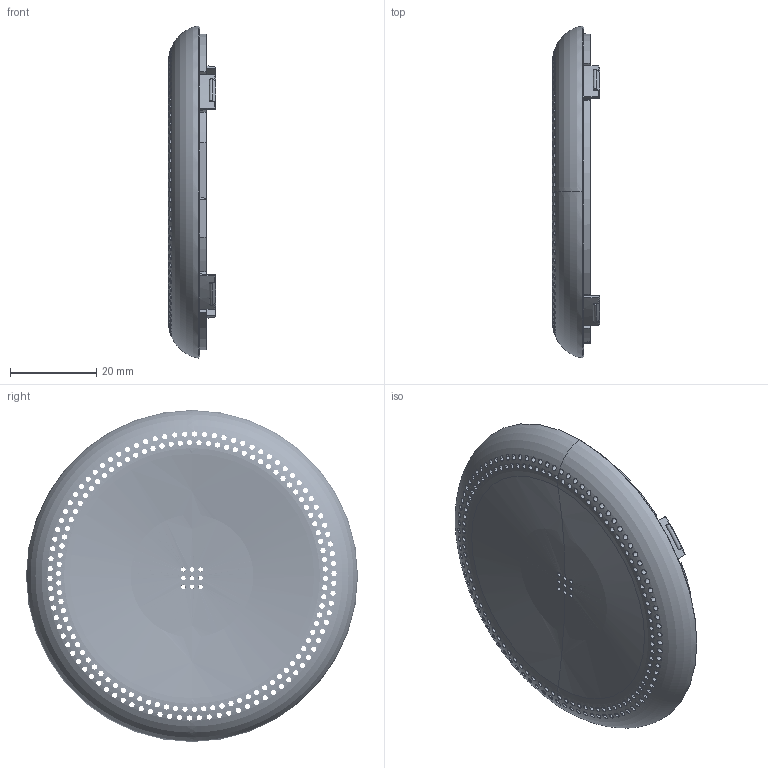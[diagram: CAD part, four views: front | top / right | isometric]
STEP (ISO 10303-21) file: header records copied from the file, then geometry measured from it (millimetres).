
FILE_DESCRIPTION((''),'2;1');
FILE_NAME('RESPEADER_CAP-1','2016-11-24T',('yangxijun'),(''),'PRO/ENGINEER BY PARAMETRIC TECHNOLOGY CORPORATION, 2010280','PRO/ENGINEER BY PARAMETRIC TECHNOLOGY CORPORATION, 2010280','');
FILE_SCHEMA(('AUTOMOTIVE_DESIGN_CC2 { 1 2 10303 214 -1 1 5 2 }'));
Products named in the file (1): RESPEADER_CAP-1
Bounding box: 11.07 x 77 x 77 mm (x, y, z)
Volume: 11051.7 mm3; surface area: 14722.4 mm2
Topology: 1 solids, 1 shells, 1208 faces, 3114 edges, 2054 vertices
Faces by surface type: cylinder 762, plane 241, cone 91, bspline 52, torus 28, sphere 28, revolution 6
Entity records: 50582 total; most frequent: CARTESIAN_POINT 20951, ORIENTED_EDGE 6180, DIRECTION 5313, EDGE_CURVE 3090, AXIS2_PLACEMENT_3D 2208, VERTEX_POINT 2054, EDGE_LOOP 1756, FACE_OUTER_BOUND 1208
